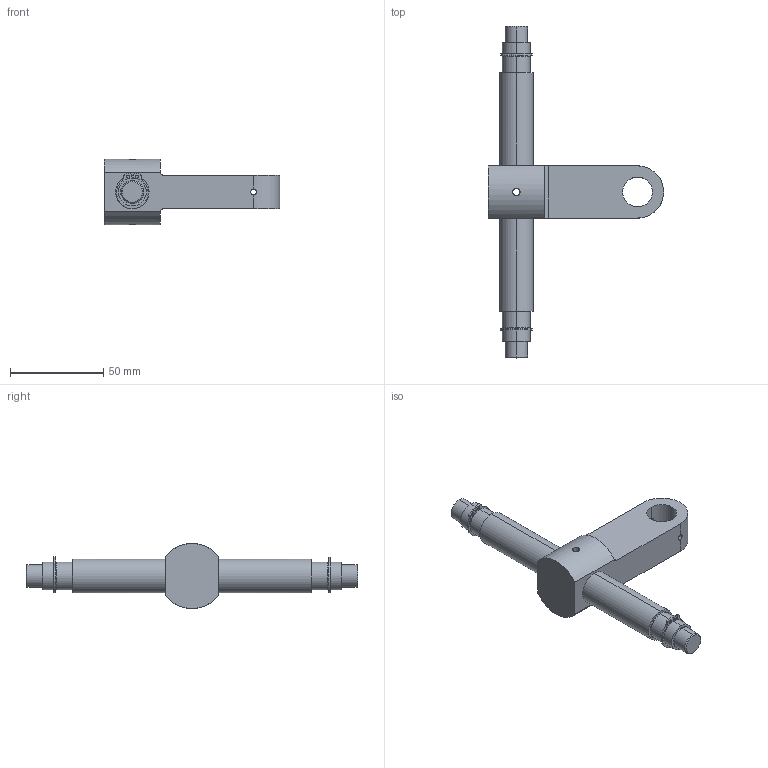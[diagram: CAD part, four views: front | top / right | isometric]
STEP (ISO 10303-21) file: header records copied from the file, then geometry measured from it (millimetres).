
FILE_DESCRIPTION (( 'STEP AP214' ), '1' );
FILE_NAME ('diff_shaft_comp.STEP', '2025-06-12T07:25:50', ( '' ), ( '' ), 'SwSTEP 2.0', 'SolidWorks 2024', '' );
FILE_SCHEMA (( 'AUTOMOTIVE_DESIGN' ));
Length unit declared in the file: millimetre
Products named in the file (4): BLKS-M002-diff_shaft; diff_shaft_comp; BLKS-M003-universal_joint_male; a_15_unstressed
Assembly tree (4 placements, depth 2):
  diff_shaft_comp
    BLKS-M002-diff_shaft
    BLKS-M003-universal_joint_male
    a_15_unstressed  x2
Bounding box: 94 x 178 x 35 mm (x, y, z)
Volume: 85785.8 mm3; surface area: 22944.9 mm2
Topology: 4 solids, 4 shells, 122 faces, 310 edges, 196 vertices
Faces by surface type: cylinder 73, plane 29, torus 16, cone 4
Entity records: 3555 total; most frequent: CARTESIAN_POINT 1003, DIRECTION 556, ORIENTED_EDGE 488, EDGE_CURVE 244, AXIS2_PLACEMENT_3D 233, VERTEX_POINT 152, CIRCLE 128, EDGE_LOOP 116
